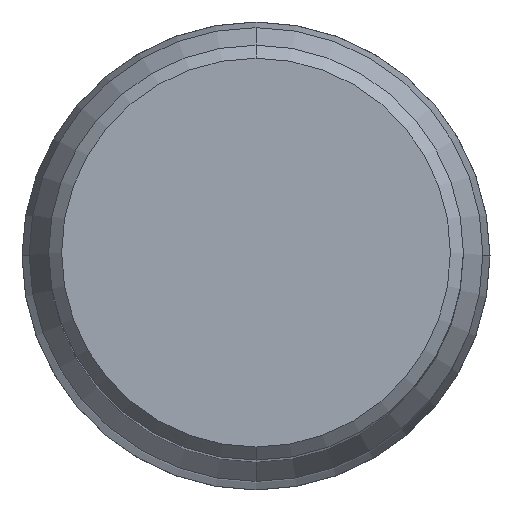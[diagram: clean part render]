
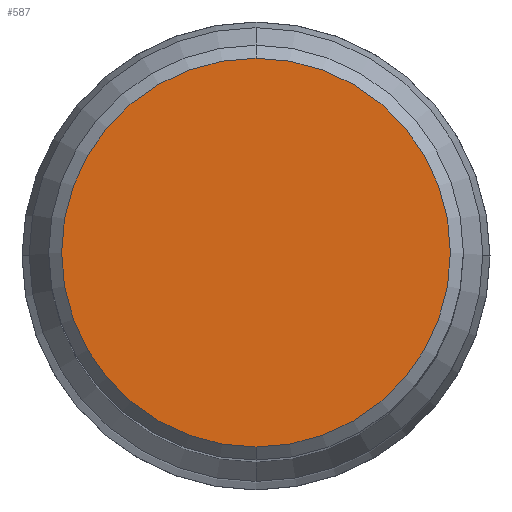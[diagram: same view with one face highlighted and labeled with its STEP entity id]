
A CAD part, top view. The second image highlights one B-rep face of the part: STEP entity #587.
In plain terms, the highlighted planar face has unit normal (0, 0, 1).
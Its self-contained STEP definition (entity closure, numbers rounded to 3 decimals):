
#317=EDGE_CURVE('',#377,#535,#818,.T.);
#377=VERTEX_POINT('',#883);
#535=VERTEX_POINT('',#1048);
#587=ADVANCED_FACE('',(#1113),#1114,.T.);
#735=EDGE_CURVE('',#535,#377,#1272,.T.);
#818=CIRCLE('',#1400,15.0);
#883=CARTESIAN_POINT('',(0.0,15.0,0.0));
#1048=CARTESIAN_POINT('',(0.,-15.0,0.0));
#1113=FACE_OUTER_BOUND('',#1934,.T.);
#1114=PLANE('',#1935);
#1272=CIRCLE('',#2231,15.0);
#1400=AXIS2_PLACEMENT_3D('',#2320,#2321,#2322);
#1934=EDGE_LOOP('',(#2679,#2680));
#1935=AXIS2_PLACEMENT_3D('',#2681,#2682,#2683);
#2231=AXIS2_PLACEMENT_3D('',#2871,#2872,#2873);
#2320=CARTESIAN_POINT('',(0.0,0.0,0.0));
#2321=DIRECTION('',(0.0,0.0,-1.0));
#2322=DIRECTION('',(0.0,1.0,0.0));
#2679=ORIENTED_EDGE('',*,*,#317,.F.);
#2680=ORIENTED_EDGE('',*,*,#735,.F.);
#2681=CARTESIAN_POINT('',(0.0,7.5,0.0));
#2682=DIRECTION('',(-0.0,0.0,1.0));
#2683=DIRECTION('',(0.0,-1.0,0.0));
#2871=CARTESIAN_POINT('',(0.0,0.0,0.0));
#2872=DIRECTION('',(0.0,0.0,-1.0));
#2873=DIRECTION('',(0.0,1.0,0.0));
